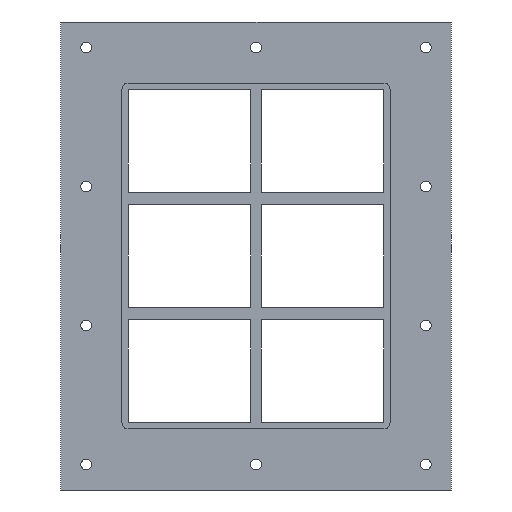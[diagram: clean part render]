
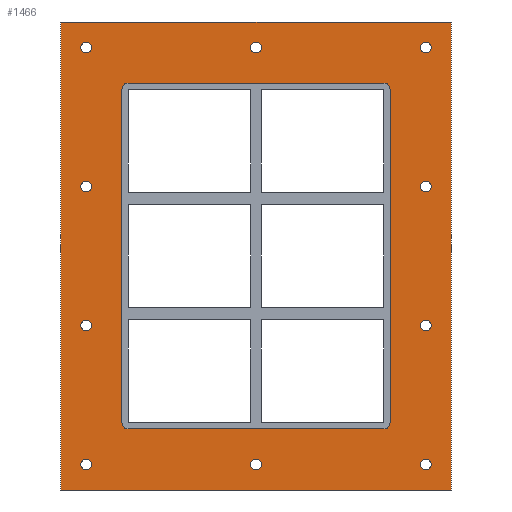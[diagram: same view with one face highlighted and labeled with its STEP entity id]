
A CAD part, front view. The second image highlights one B-rep face of the part: STEP entity #1466.
In plain terms, the highlighted planar face has unit normal (0, -1, 0).
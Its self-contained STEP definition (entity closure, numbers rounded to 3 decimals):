
#84=CARTESIAN_POINT('',(-161.25,0.0,-204.5));
#85=VERTEX_POINT('',#84);
#86=CARTESIAN_POINT('',(-166.5,0.0,-204.5));
#87=DIRECTION('',(0.0,1.0,0.0));
#88=DIRECTION('',(1.0,0.0,0.0));
#89=AXIS2_PLACEMENT_3D('',#86,#87,#88);
#90=CIRCLE('',#89,5.25);
#91=EDGE_CURVE('',#85,#85,#90,.T.);
#112=CARTESIAN_POINT('',(171.75,0.0,-68.2));
#113=VERTEX_POINT('',#112);
#114=CARTESIAN_POINT('',(166.5,0.0,-68.2));
#115=DIRECTION('',(0.0,1.0,0.0));
#116=DIRECTION('',(1.0,0.0,0.0));
#117=AXIS2_PLACEMENT_3D('',#114,#115,#116);
#118=CIRCLE('',#117,5.25);
#119=EDGE_CURVE('',#113,#113,#118,.T.);
#140=CARTESIAN_POINT('',(-161.25,0.0,-68.2));
#141=VERTEX_POINT('',#140);
#142=CARTESIAN_POINT('',(-166.5,0.0,-68.2));
#143=DIRECTION('',(0.0,1.0,0.0));
#144=DIRECTION('',(1.0,0.0,0.0));
#145=AXIS2_PLACEMENT_3D('',#142,#143,#144);
#146=CIRCLE('',#145,5.25);
#147=EDGE_CURVE('',#141,#141,#146,.T.);
#168=CARTESIAN_POINT('',(171.75,0.0,68.1));
#169=VERTEX_POINT('',#168);
#170=CARTESIAN_POINT('',(166.5,0.0,68.1));
#171=DIRECTION('',(0.0,1.0,0.0));
#172=DIRECTION('',(1.0,0.0,0.0));
#173=AXIS2_PLACEMENT_3D('',#170,#171,#172);
#174=CIRCLE('',#173,5.25);
#175=EDGE_CURVE('',#169,#169,#174,.T.);
#196=CARTESIAN_POINT('',(-161.25,0.0,68.1));
#197=VERTEX_POINT('',#196);
#198=CARTESIAN_POINT('',(-166.5,0.0,68.1));
#199=DIRECTION('',(0.0,1.0,0.0));
#200=DIRECTION('',(1.0,0.0,0.0));
#201=AXIS2_PLACEMENT_3D('',#198,#199,#200);
#202=CIRCLE('',#201,5.25);
#203=EDGE_CURVE('',#197,#197,#202,.T.);
#224=CARTESIAN_POINT('',(5.25,0.0,204.4));
#225=VERTEX_POINT('',#224);
#226=CARTESIAN_POINT('',(0.,0.0,204.4));
#227=DIRECTION('',(0.0,1.0,0.0));
#228=DIRECTION('',(1.0,0.0,0.0));
#229=AXIS2_PLACEMENT_3D('',#226,#227,#228);
#230=CIRCLE('',#229,5.25);
#231=EDGE_CURVE('',#225,#225,#230,.T.);
#252=CARTESIAN_POINT('',(5.25,0.0,-204.5));
#253=VERTEX_POINT('',#252);
#254=CARTESIAN_POINT('',(0.,0.0,-204.5));
#255=DIRECTION('',(0.0,1.0,0.0));
#256=DIRECTION('',(1.0,0.0,0.0));
#257=AXIS2_PLACEMENT_3D('',#254,#255,#256);
#258=CIRCLE('',#257,5.25);
#259=EDGE_CURVE('',#253,#253,#258,.T.);
#280=CARTESIAN_POINT('',(171.75,0.0,-204.5));
#281=VERTEX_POINT('',#280);
#282=CARTESIAN_POINT('',(166.5,0.0,-204.5));
#283=DIRECTION('',(0.0,1.0,0.0));
#284=DIRECTION('',(1.0,0.0,0.0));
#285=AXIS2_PLACEMENT_3D('',#282,#283,#284);
#286=CIRCLE('',#285,5.25);
#287=EDGE_CURVE('',#281,#281,#286,.T.);
#308=CARTESIAN_POINT('',(-161.25,0.0,204.4));
#309=VERTEX_POINT('',#308);
#310=CARTESIAN_POINT('',(-166.5,0.0,204.4));
#311=DIRECTION('',(0.0,1.0,0.0));
#312=DIRECTION('',(1.0,0.0,0.0));
#313=AXIS2_PLACEMENT_3D('',#310,#311,#312);
#314=CIRCLE('',#313,5.25);
#315=EDGE_CURVE('',#309,#309,#314,.T.);
#336=CARTESIAN_POINT('',(171.75,0.0,204.4));
#337=VERTEX_POINT('',#336);
#338=CARTESIAN_POINT('',(166.5,0.0,204.4));
#339=DIRECTION('',(0.0,1.0,0.0));
#340=DIRECTION('',(1.0,0.0,0.0));
#341=AXIS2_PLACEMENT_3D('',#338,#339,#340);
#342=CIRCLE('',#341,5.25);
#343=EDGE_CURVE('',#337,#337,#342,.T.);
#1327=CARTESIAN_POINT('',(0.,0.0,0.));
#1328=DIRECTION('',(0.0,1.0,0.0));
#1329=DIRECTION('',(0.0,0.0,1.0));
#1330=AXIS2_PLACEMENT_3D('',#1327,#1328,#1329);
#1331=PLANE('',#1330);
#1332=CARTESIAN_POINT('',(-191.5,0.0,229.5));
#1333=VERTEX_POINT('',#1332);
#1334=CARTESIAN_POINT('',(191.5,0.0,229.5));
#1335=VERTEX_POINT('',#1334);
#1336=CARTESIAN_POINT('',(-191.5,0.0,229.5));
#1337=DIRECTION('',(1.0,0.0,0.0));
#1338=VECTOR('',#1337,383.);
#1339=LINE('',#1336,#1338);
#1340=EDGE_CURVE('',#1333,#1335,#1339,.T.);
#1341=ORIENTED_EDGE('',*,*,#1340,.F.);
#1342=CARTESIAN_POINT('',(-191.5,0.0,-229.5));
#1343=VERTEX_POINT('',#1342);
#1344=CARTESIAN_POINT('',(-191.5,0.0,-229.5));
#1345=DIRECTION('',(0.0,0.0,1.0));
#1346=VECTOR('',#1345,459.);
#1347=LINE('',#1344,#1346);
#1348=EDGE_CURVE('',#1343,#1333,#1347,.T.);
#1349=ORIENTED_EDGE('',*,*,#1348,.F.);
#1350=CARTESIAN_POINT('',(191.5,0.0,-229.5));
#1351=VERTEX_POINT('',#1350);
#1352=CARTESIAN_POINT('',(191.5,0.0,-229.5));
#1353=DIRECTION('',(-1.0,0.0,0.0));
#1354=VECTOR('',#1353,383.);
#1355=LINE('',#1352,#1354);
#1356=EDGE_CURVE('',#1351,#1343,#1355,.T.);
#1357=ORIENTED_EDGE('',*,*,#1356,.F.);
#1358=CARTESIAN_POINT('',(191.5,0.0,229.5));
#1359=DIRECTION('',(0.0,0.0,-1.0));
#1360=VECTOR('',#1359,459.);
#1361=LINE('',#1358,#1360);
#1362=EDGE_CURVE('',#1335,#1351,#1361,.T.);
#1363=ORIENTED_EDGE('',*,*,#1362,.F.);
#1364=EDGE_LOOP('',(#1341,#1349,#1357,#1363));
#1365=FACE_OUTER_BOUND('',#1364,.T.);
#1366=ORIENTED_EDGE('',*,*,#91,.T.);
#1367=EDGE_LOOP('',(#1366));
#1368=FACE_BOUND('',#1367,.T.);
#1369=ORIENTED_EDGE('',*,*,#119,.T.);
#1370=EDGE_LOOP('',(#1369));
#1371=FACE_BOUND('',#1370,.T.);
#1372=ORIENTED_EDGE('',*,*,#147,.T.);
#1373=EDGE_LOOP('',(#1372));
#1374=FACE_BOUND('',#1373,.T.);
#1375=ORIENTED_EDGE('',*,*,#175,.T.);
#1376=EDGE_LOOP('',(#1375));
#1377=FACE_BOUND('',#1376,.T.);
#1378=ORIENTED_EDGE('',*,*,#203,.T.);
#1379=EDGE_LOOP('',(#1378));
#1380=FACE_BOUND('',#1379,.T.);
#1381=ORIENTED_EDGE('',*,*,#231,.T.);
#1382=EDGE_LOOP('',(#1381));
#1383=FACE_BOUND('',#1382,.T.);
#1384=ORIENTED_EDGE('',*,*,#259,.T.);
#1385=EDGE_LOOP('',(#1384));
#1386=FACE_BOUND('',#1385,.T.);
#1387=ORIENTED_EDGE('',*,*,#287,.T.);
#1388=EDGE_LOOP('',(#1387));
#1389=FACE_BOUND('',#1388,.T.);
#1390=ORIENTED_EDGE('',*,*,#315,.T.);
#1391=EDGE_LOOP('',(#1390));
#1392=FACE_BOUND('',#1391,.T.);
#1393=ORIENTED_EDGE('',*,*,#343,.T.);
#1394=EDGE_LOOP('',(#1393));
#1395=FACE_BOUND('',#1394,.T.);
#1396=CARTESIAN_POINT('',(-131.5,0.0,-163.5));
#1397=VERTEX_POINT('',#1396);
#1398=CARTESIAN_POINT('',(-125.5,0.0,-169.5));
#1399=VERTEX_POINT('',#1398);
#1400=CARTESIAN_POINT('',(-125.5,0.0,-163.5));
#1401=DIRECTION('',(0.0,-1.0,0.0));
#1402=DIRECTION('',(-0.707,0.0,-0.707));
#1403=AXIS2_PLACEMENT_3D('',#1400,#1401,#1402);
#1404=CIRCLE('',#1403,6.);
#1405=EDGE_CURVE('',#1397,#1399,#1404,.T.);
#1406=ORIENTED_EDGE('',*,*,#1405,.F.);
#1407=CARTESIAN_POINT('',(-131.5,0.0,163.5));
#1408=VERTEX_POINT('',#1407);
#1409=CARTESIAN_POINT('',(-131.5,0.0,163.5));
#1410=DIRECTION('',(0.0,0.0,-1.0));
#1411=VECTOR('',#1410,327.0);
#1412=LINE('',#1409,#1411);
#1413=EDGE_CURVE('',#1408,#1397,#1412,.T.);
#1414=ORIENTED_EDGE('',*,*,#1413,.F.);
#1415=CARTESIAN_POINT('',(-125.5,0.0,169.5));
#1416=VERTEX_POINT('',#1415);
#1417=CARTESIAN_POINT('',(-125.5,0.0,163.5));
#1418=DIRECTION('',(0.0,-1.0,0.0));
#1419=DIRECTION('',(-0.707,0.0,0.707));
#1420=AXIS2_PLACEMENT_3D('',#1417,#1418,#1419);
#1421=CIRCLE('',#1420,6.);
#1422=EDGE_CURVE('',#1416,#1408,#1421,.T.);
#1423=ORIENTED_EDGE('',*,*,#1422,.F.);
#1424=CARTESIAN_POINT('',(125.5,0.0,169.5));
#1425=VERTEX_POINT('',#1424);
#1426=CARTESIAN_POINT('',(125.5,0.0,169.5));
#1427=DIRECTION('',(-1.0,0.0,0.0));
#1428=VECTOR('',#1427,251.);
#1429=LINE('',#1426,#1428);
#1430=EDGE_CURVE('',#1425,#1416,#1429,.T.);
#1431=ORIENTED_EDGE('',*,*,#1430,.F.);
#1432=CARTESIAN_POINT('',(131.5,0.0,163.5));
#1433=VERTEX_POINT('',#1432);
#1434=CARTESIAN_POINT('',(125.5,0.0,163.5));
#1435=DIRECTION('',(0.0,-1.0,0.0));
#1436=DIRECTION('',(0.707,0.0,0.707));
#1437=AXIS2_PLACEMENT_3D('',#1434,#1435,#1436);
#1438=CIRCLE('',#1437,6.);
#1439=EDGE_CURVE('',#1433,#1425,#1438,.T.);
#1440=ORIENTED_EDGE('',*,*,#1439,.F.);
#1441=CARTESIAN_POINT('',(131.5,0.0,-163.5));
#1442=VERTEX_POINT('',#1441);
#1443=CARTESIAN_POINT('',(131.5,0.0,-163.5));
#1444=DIRECTION('',(0.0,0.0,1.0));
#1445=VECTOR('',#1444,327.0);
#1446=LINE('',#1443,#1445);
#1447=EDGE_CURVE('',#1442,#1433,#1446,.T.);
#1448=ORIENTED_EDGE('',*,*,#1447,.F.);
#1449=CARTESIAN_POINT('',(125.5,0.0,-169.5));
#1450=VERTEX_POINT('',#1449);
#1451=CARTESIAN_POINT('',(125.5,0.0,-163.5));
#1452=DIRECTION('',(0.0,-1.0,0.0));
#1453=DIRECTION('',(0.707,0.0,-0.707));
#1454=AXIS2_PLACEMENT_3D('',#1451,#1452,#1453);
#1455=CIRCLE('',#1454,6.);
#1456=EDGE_CURVE('',#1450,#1442,#1455,.T.);
#1457=ORIENTED_EDGE('',*,*,#1456,.F.);
#1458=CARTESIAN_POINT('',(-125.5,0.0,-169.5));
#1459=DIRECTION('',(1.0,0.0,0.0));
#1460=VECTOR('',#1459,251.);
#1461=LINE('',#1458,#1460);
#1462=EDGE_CURVE('',#1399,#1450,#1461,.T.);
#1463=ORIENTED_EDGE('',*,*,#1462,.F.);
#1464=EDGE_LOOP('',(#1406,#1414,#1423,#1431,#1440,#1448,#1457,#1463));
#1465=FACE_BOUND('',#1464,.T.);
#1466=ADVANCED_FACE('',(#1365,#1368,#1371,#1374,#1377,#1380,#1383,#1386,#1389,#1392,#1395,#1465),#1331,.F.);
